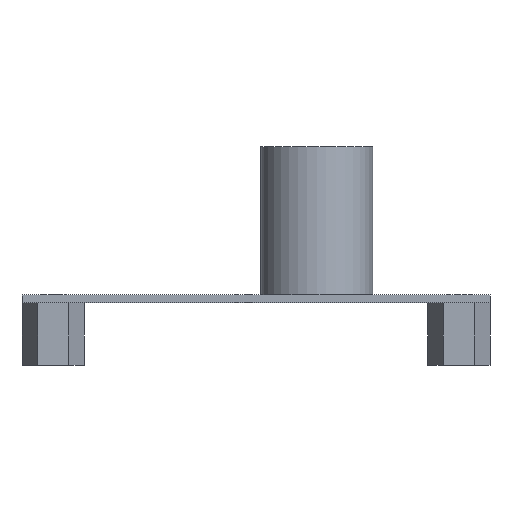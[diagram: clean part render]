
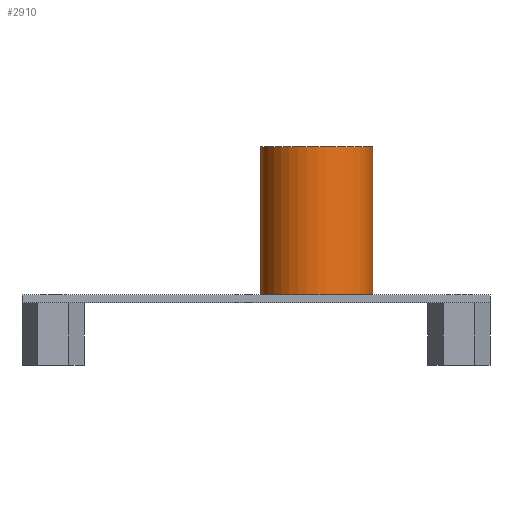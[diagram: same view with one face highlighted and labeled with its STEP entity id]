
A CAD part, front view. The second image highlights one B-rep face of the part: STEP entity #2910.
In plain terms, the highlighted cylindrical face has radius 5.7 mm (diameter 11.4 mm), a full revolution.
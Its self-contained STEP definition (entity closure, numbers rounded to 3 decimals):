
#1380 = PLANE('',#1381);
#1381 = AXIS2_PLACEMENT_3D('',#1382,#1383,#1384);
#1382 = CARTESIAN_POINT('',(0.,0.,0.8));
#1383 = DIRECTION('',(0.,0.,1.));
#1384 = DIRECTION('',(1.,0.,0.));
#2600 = EDGE_CURVE('',#2601,#2601,#2603,.T.);
#2601 = VERTEX_POINT('',#2602);
#2602 = CARTESIAN_POINT('',(35.7,30.,0.8));
#2603 = SURFACE_CURVE('',#2604,(#2609,#2616),.PCURVE_S1.);
#2604 = CIRCLE('',#2605,5.7);
#2605 = AXIS2_PLACEMENT_3D('',#2606,#2607,#2608);
#2606 = CARTESIAN_POINT('',(30.,30.,0.8));
#2607 = DIRECTION('',(0.,0.,1.));
#2608 = DIRECTION('',(1.,0.,0.));
#2609 = PCURVE('',#1380,#2610);
#2610 = DEFINITIONAL_REPRESENTATION('',(#2611),#2615);
#2611 = CIRCLE('',#2612,5.7);
#2612 = AXIS2_PLACEMENT_2D('',#2613,#2614);
#2613 = CARTESIAN_POINT('',(30.,30.));
#2614 = DIRECTION('',(1.,0.));
#2615 = ( GEOMETRIC_REPRESENTATION_CONTEXT(2) 
PARAMETRIC_REPRESENTATION_CONTEXT() REPRESENTATION_CONTEXT('2D SPACE',''
  ) );
#2616 = PCURVE('',#2617,#2622);
#2617 = CYLINDRICAL_SURFACE('',#2618,5.7);
#2618 = AXIS2_PLACEMENT_3D('',#2619,#2620,#2621);
#2619 = CARTESIAN_POINT('',(30.,30.,0.));
#2620 = DIRECTION('',(0.,0.,1.));
#2621 = DIRECTION('',(1.,0.,0.));
#2622 = DEFINITIONAL_REPRESENTATION('',(#2623),#2627);
#2623 = LINE('',#2624,#2625);
#2624 = CARTESIAN_POINT('',(0.,0.8));
#2625 = VECTOR('',#2626,1.);
#2626 = DIRECTION('',(1.,0.));
#2627 = ( GEOMETRIC_REPRESENTATION_CONTEXT(2) 
PARAMETRIC_REPRESENTATION_CONTEXT() REPRESENTATION_CONTEXT('2D SPACE',''
  ) );
#2910 = ADVANCED_FACE('',(#2911),#2617,.T.);
#2911 = FACE_BOUND('',#2912,.T.);
#2912 = EDGE_LOOP('',(#2913,#2936,#2963,#2964));
#2913 = ORIENTED_EDGE('',*,*,#2914,.T.);
#2914 = EDGE_CURVE('',#2601,#2915,#2917,.T.);
#2915 = VERTEX_POINT('',#2916);
#2916 = CARTESIAN_POINT('',(35.7,30.,15.875));
#2917 = SEAM_CURVE('',#2918,(#2922,#2929),.PCURVE_S1.);
#2918 = LINE('',#2919,#2920);
#2919 = CARTESIAN_POINT('',(35.7,30.,0.));
#2920 = VECTOR('',#2921,1.);
#2921 = DIRECTION('',(0.,0.,1.));
#2922 = PCURVE('',#2617,#2923);
#2923 = DEFINITIONAL_REPRESENTATION('',(#2924),#2928);
#2924 = LINE('',#2925,#2926);
#2925 = CARTESIAN_POINT('',(6.283,-0.));
#2926 = VECTOR('',#2927,1.);
#2927 = DIRECTION('',(0.,1.));
#2928 = ( GEOMETRIC_REPRESENTATION_CONTEXT(2) 
PARAMETRIC_REPRESENTATION_CONTEXT() REPRESENTATION_CONTEXT('2D SPACE',''
  ) );
#2929 = PCURVE('',#2617,#2930);
#2930 = DEFINITIONAL_REPRESENTATION('',(#2931),#2935);
#2931 = LINE('',#2932,#2933);
#2932 = CARTESIAN_POINT('',(0.,-0.));
#2933 = VECTOR('',#2934,1.);
#2934 = DIRECTION('',(0.,1.));
#2935 = ( GEOMETRIC_REPRESENTATION_CONTEXT(2) 
PARAMETRIC_REPRESENTATION_CONTEXT() REPRESENTATION_CONTEXT('2D SPACE',''
  ) );
#2936 = ORIENTED_EDGE('',*,*,#2937,.F.);
#2937 = EDGE_CURVE('',#2915,#2915,#2938,.T.);
#2938 = SURFACE_CURVE('',#2939,(#2944,#2951),.PCURVE_S1.);
#2939 = CIRCLE('',#2940,5.7);
#2940 = AXIS2_PLACEMENT_3D('',#2941,#2942,#2943);
#2941 = CARTESIAN_POINT('',(30.,30.,15.875));
#2942 = DIRECTION('',(0.,0.,1.));
#2943 = DIRECTION('',(1.,0.,0.));
#2944 = PCURVE('',#2617,#2945);
#2945 = DEFINITIONAL_REPRESENTATION('',(#2946),#2950);
#2946 = LINE('',#2947,#2948);
#2947 = CARTESIAN_POINT('',(0.,15.875));
#2948 = VECTOR('',#2949,1.);
#2949 = DIRECTION('',(1.,0.));
#2950 = ( GEOMETRIC_REPRESENTATION_CONTEXT(2) 
PARAMETRIC_REPRESENTATION_CONTEXT() REPRESENTATION_CONTEXT('2D SPACE',''
  ) );
#2951 = PCURVE('',#2952,#2957);
#2952 = PLANE('',#2953);
#2953 = AXIS2_PLACEMENT_3D('',#2954,#2955,#2956);
#2954 = CARTESIAN_POINT('',(30.,30.,15.875));
#2955 = DIRECTION('',(0.,0.,1.));
#2956 = DIRECTION('',(1.,0.,0.));
#2957 = DEFINITIONAL_REPRESENTATION('',(#2958),#2962);
#2958 = CIRCLE('',#2959,5.7);
#2959 = AXIS2_PLACEMENT_2D('',#2960,#2961);
#2960 = CARTESIAN_POINT('',(0.,0.));
#2961 = DIRECTION('',(1.,0.));
#2962 = ( GEOMETRIC_REPRESENTATION_CONTEXT(2) 
PARAMETRIC_REPRESENTATION_CONTEXT() REPRESENTATION_CONTEXT('2D SPACE',''
  ) );
#2963 = ORIENTED_EDGE('',*,*,#2914,.F.);
#2964 = ORIENTED_EDGE('',*,*,#2600,.T.);
